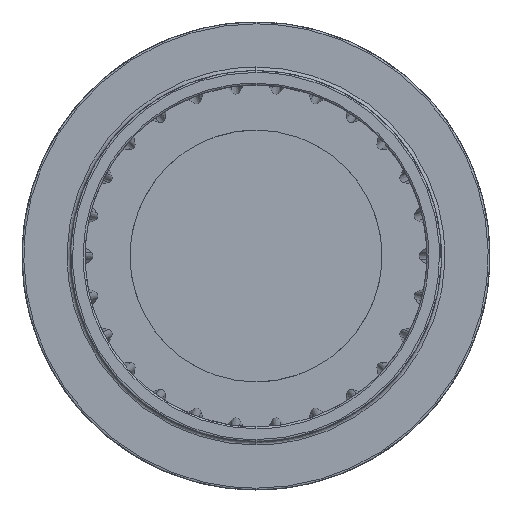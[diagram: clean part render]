
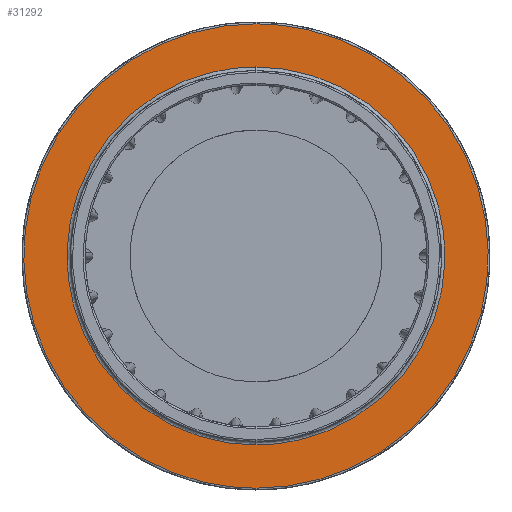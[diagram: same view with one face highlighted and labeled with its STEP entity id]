
A CAD part, front view. The second image highlights one B-rep face of the part: STEP entity #31292.
In plain terms, the highlighted free-form (B-spline) face has degree [1, 1] with [2, 2] control points.
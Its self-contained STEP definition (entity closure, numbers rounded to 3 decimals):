
#28830 = VERTEX_POINT('',#28831);
#28831 = CARTESIAN_POINT('',(0.,22.608,59.345));
#28850 = VERTEX_POINT('',#28851);
#28851 = CARTESIAN_POINT('',(0.,22.608,
    -59.345));
#28857 = EDGE_CURVE('',#28850,#28830,#28858,.T.);
#28858 = ( BOUNDED_CURVE() B_SPLINE_CURVE(2,(#28859,#28860,#28861,#28862
,#28863),.UNSPECIFIED.,.F.,.F.) B_SPLINE_CURVE_WITH_KNOTS((3,2,3),(
    3.142,4.712,6.283),
.PIECEWISE_BEZIER_KNOTS.) CURVE() GEOMETRIC_REPRESENTATION_ITEM() 
RATIONAL_B_SPLINE_CURVE((1.,0.707,1.,0.707,1.)) 
REPRESENTATION_ITEM('') );
#28859 = CARTESIAN_POINT('',(0.,22.608,
    -59.345));
#28860 = CARTESIAN_POINT('',(-59.345,22.608,
    -59.345));
#28861 = CARTESIAN_POINT('',(-59.345,22.608,
    0.));
#28862 = CARTESIAN_POINT('',(-59.345,22.608,
    59.345));
#28863 = CARTESIAN_POINT('',(0.,22.608,
    59.345));
#28994 = EDGE_CURVE('',#28995,#28997,#28999,.T.);
#28995 = VERTEX_POINT('',#28996);
#28996 = CARTESIAN_POINT('',(0.,22.608,
    -72.91));
#28997 = VERTEX_POINT('',#28998);
#28998 = CARTESIAN_POINT('',(0.,22.608,72.91));
#28999 = ( BOUNDED_CURVE() B_SPLINE_CURVE(2,(#29000,#29001,#29002,#29003
,#29004),.UNSPECIFIED.,.F.,.F.) B_SPLINE_CURVE_WITH_KNOTS((3,2,3),(
    3.142,4.712,6.283),
.PIECEWISE_BEZIER_KNOTS.) CURVE() GEOMETRIC_REPRESENTATION_ITEM() 
RATIONAL_B_SPLINE_CURVE((1.,0.707,1.,0.707,1.)) 
REPRESENTATION_ITEM('') );
#29000 = CARTESIAN_POINT('',(0.,22.608,
    -72.91));
#29001 = CARTESIAN_POINT('',(72.91,22.608,
    -72.91));
#29002 = CARTESIAN_POINT('',(72.91,22.608,
    0.));
#29003 = CARTESIAN_POINT('',(72.91,22.608,
    72.91));
#29004 = CARTESIAN_POINT('',(0.,22.608,
    72.91));
#31292 = ADVANCED_FACE('',(#31293,#31304),#31315,.F.);
#31293 = FACE_BOUND('',#31294,.T.);
#31294 = EDGE_LOOP('',(#31295,#31303));
#31295 = ORIENTED_EDGE('',*,*,#31296,.T.);
#31296 = EDGE_CURVE('',#28830,#28850,#31297,.T.);
#31297 = ( BOUNDED_CURVE() B_SPLINE_CURVE(2,(#31298,#31299,#31300,#31301
,#31302),.UNSPECIFIED.,.F.,.F.) B_SPLINE_CURVE_WITH_KNOTS((3,2,3),(0.,
1.571,3.142),.PIECEWISE_BEZIER_KNOTS.) CURVE() 
GEOMETRIC_REPRESENTATION_ITEM() RATIONAL_B_SPLINE_CURVE((1.,
0.707,1.,0.707,1.)) REPRESENTATION_ITEM('') );
#31298 = CARTESIAN_POINT('',(0.,22.608,59.345));
#31299 = CARTESIAN_POINT('',(59.345,22.608,
    59.345));
#31300 = CARTESIAN_POINT('',(59.345,22.608,
    0.));
#31301 = CARTESIAN_POINT('',(59.345,22.608,
    -59.345));
#31302 = CARTESIAN_POINT('',(0.,22.608,
    -59.345));
#31303 = ORIENTED_EDGE('',*,*,#28857,.T.);
#31304 = FACE_BOUND('',#31305,.T.);
#31305 = EDGE_LOOP('',(#31306,#31314));
#31306 = ORIENTED_EDGE('',*,*,#31307,.T.);
#31307 = EDGE_CURVE('',#28997,#28995,#31308,.T.);
#31308 = ( BOUNDED_CURVE() B_SPLINE_CURVE(2,(#31309,#31310,#31311,#31312
,#31313),.UNSPECIFIED.,.F.,.F.) B_SPLINE_CURVE_WITH_KNOTS((3,2,3),(0.,
1.571,3.142),.PIECEWISE_BEZIER_KNOTS.) CURVE() 
GEOMETRIC_REPRESENTATION_ITEM() RATIONAL_B_SPLINE_CURVE((1.,
0.707,1.,0.707,1.)) REPRESENTATION_ITEM('') );
#31309 = CARTESIAN_POINT('',(0.,22.608,72.91));
#31310 = CARTESIAN_POINT('',(-72.91,22.608,
    72.91));
#31311 = CARTESIAN_POINT('',(-72.91,22.608,
    0.));
#31312 = CARTESIAN_POINT('',(-72.91,22.608,
    -72.91));
#31313 = CARTESIAN_POINT('',(0.,22.608,
    -72.91));
#31314 = ORIENTED_EDGE('',*,*,#28994,.T.);
#31315 = B_SPLINE_SURFACE_WITH_KNOTS('',1,1,(
    (#31316,#31317)
    ,(#31318,#31319
  )),.UNSPECIFIED.,.F.,.F.,.F.,(2,2),(2,2),(-64.5,64.5),(-64.5,64.5),
  .PIECEWISE_BEZIER_KNOTS.);
#31316 = CARTESIAN_POINT('',(-72.91,22.608,
    -72.91));
#31317 = CARTESIAN_POINT('',(72.91,22.608,
    -72.91));
#31318 = CARTESIAN_POINT('',(-72.91,22.608,
    72.91));
#31319 = CARTESIAN_POINT('',(72.91,22.608,
    72.91));
